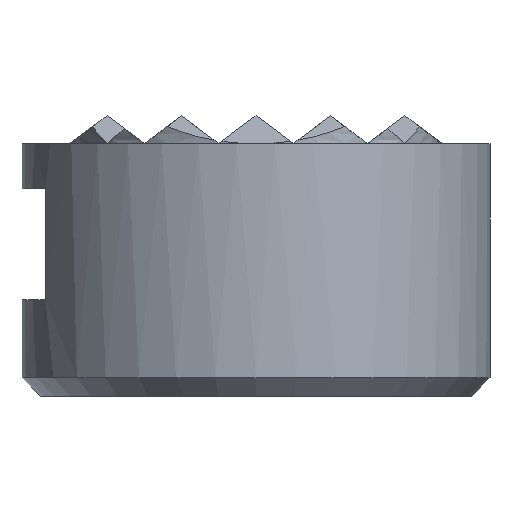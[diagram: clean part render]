
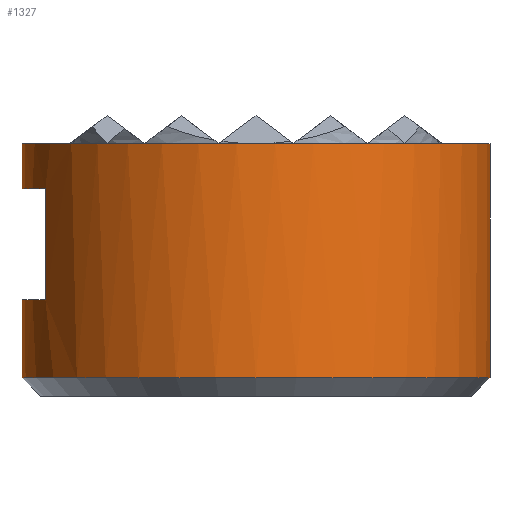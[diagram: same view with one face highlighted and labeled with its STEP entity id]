
A CAD part, front view. The second image highlights one B-rep face of the part: STEP entity #1327.
In plain terms, the highlighted cylindrical face has radius 10 mm (diameter 20 mm), a partial arc.
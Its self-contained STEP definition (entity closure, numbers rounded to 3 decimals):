
#503=EDGE_CURVE('',#1229,#1251,#1445,.T.);
#675=VERTEX_POINT('',#1636);
#711=VERTEX_POINT('',#1674);
#713=EDGE_CURVE('',#1019,#675,#1676,.T.);
#751=EDGE_CURVE('',#1239,#1337,#1717,.T.);
#1007=EDGE_CURVE('',#1251,#1019,#2013,.T.);
#1019=VERTEX_POINT('',#2026);
#1033=VERTEX_POINT('',#2042);
#1161=EDGE_CURVE('',#1033,#675,#2190,.T.);
#1197=EDGE_CURVE('',#1377,#1239,#2232,.T.);
#1229=VERTEX_POINT('',#2270);
#1239=VERTEX_POINT('',#2280);
#1251=VERTEX_POINT('',#2293);
#1297=EDGE_CURVE('',#1337,#711,#2346,.T.);
#1327=ADVANCED_FACE('',(#2381),#2382,.T.);
#1337=VERTEX_POINT('',#2392);
#1377=VERTEX_POINT('',#2438);
#1381=EDGE_CURVE('',#1229,#1377,#2443,.T.);
#1383=EDGE_CURVE('',#1033,#711,#2445,.T.);
#1445=CIRCLE('',#2510,10.0);
#1636=CARTESIAN_POINT('',(-10.,0.,4.125));
#1674=CARTESIAN_POINT('',(10.,0.,0.8));
#1676=CIRCLE('',#2831,10.0);
#1717=CIRCLE('',#2884,10.0);
#2013=LINE('',#3280,#3281);
#2026=CARTESIAN_POINT('',(-9.0,-4.359,4.125));
#2042=CARTESIAN_POINT('',(-10.,0.,0.8));
#2190=LINE('',#3520,#3521);
#2232=CIRCLE('',#3576,10.0);
#2270=CARTESIAN_POINT('',(-10.,0.,8.875));
#2280=CARTESIAN_POINT('',(8.789,-4.77,10.8));
#2293=CARTESIAN_POINT('',(-9.0,-4.359,8.875));
#2346=LINE('',#3730,#3731);
#2381=FACE_OUTER_BOUND('',#3770,.T.);
#2382=CYLINDRICAL_SURFACE('',#3771,10.0);
#2392=CARTESIAN_POINT('',(10.,0.,10.8));
#2438=CARTESIAN_POINT('',(-10.,0.,10.8));
#2443=LINE('',#3857,#3858);
#2445=CIRCLE('',#3861,10.0);
#2510=AXIS2_PLACEMENT_3D('',#3937,#3938,#3939);
#2831=AXIS2_PLACEMENT_3D('',#4192,#4193,#4194);
#2884=AXIS2_PLACEMENT_3D('',#4234,#4235,#4236);
#3280=CARTESIAN_POINT('',(-9.0,-4.359,5.8));
#3281=VECTOR('',#4647,1.0);
#3520=CARTESIAN_POINT('',(-10.,0.,5.8));
#3521=VECTOR('',#4882,1.0);
#3576=AXIS2_PLACEMENT_3D('',#4943,#4944,#4945);
#3730=CARTESIAN_POINT('',(10.,0.,5.8));
#3731=VECTOR('',#5084,1.0);
#3770=EDGE_LOOP('',(#5122,#5123,#5124,#5125,#5126,#5127,#5128,#5129,#5130));
#3771=AXIS2_PLACEMENT_3D('',#5131,#5132,#5133);
#3857=CARTESIAN_POINT('',(-10.,0.,5.8));
#3858=VECTOR('',#5213,1.0);
#3861=AXIS2_PLACEMENT_3D('',#5214,#5215,#5216);
#3937=CARTESIAN_POINT('',(0.,0.,8.875));
#3938=DIRECTION('',(0.,0.,1.0));
#3939=DIRECTION('',(-1.0,0.,0.));
#4192=CARTESIAN_POINT('',(0.,0.,4.125));
#4193=DIRECTION('',(0.,0.,-1.0));
#4194=DIRECTION('',(-1.0,0.,0.));
#4234=CARTESIAN_POINT('',(0.,0.,10.8));
#4235=DIRECTION('',(0.,0.,1.0));
#4236=DIRECTION('',(-1.0,0.,0.));
#4647=DIRECTION('',(0.,0.,-1.0));
#4882=DIRECTION('',(0.,0.,1.0));
#4943=CARTESIAN_POINT('',(0.,0.,10.8));
#4944=DIRECTION('',(0.,0.,1.0));
#4945=DIRECTION('',(-1.0,0.,0.));
#5084=DIRECTION('',(0.,0.,-1.0));
#5122=ORIENTED_EDGE('',*,*,#1161,.F.);
#5123=ORIENTED_EDGE('',*,*,#1383,.T.);
#5124=ORIENTED_EDGE('',*,*,#1297,.F.);
#5125=ORIENTED_EDGE('',*,*,#751,.F.);
#5126=ORIENTED_EDGE('',*,*,#1197,.F.);
#5127=ORIENTED_EDGE('',*,*,#1381,.F.);
#5128=ORIENTED_EDGE('',*,*,#503,.T.);
#5129=ORIENTED_EDGE('',*,*,#1007,.T.);
#5130=ORIENTED_EDGE('',*,*,#713,.T.);
#5131=CARTESIAN_POINT('',(0.,0.,5.8));
#5132=DIRECTION('',(0.,0.,-1.0));
#5133=DIRECTION('',(-1.0,0.,0.));
#5213=DIRECTION('',(0.,0.,1.0));
#5214=CARTESIAN_POINT('',(0.,0.,0.8));
#5215=DIRECTION('',(0.,0.,1.0));
#5216=DIRECTION('',(-1.0,0.,0.));
